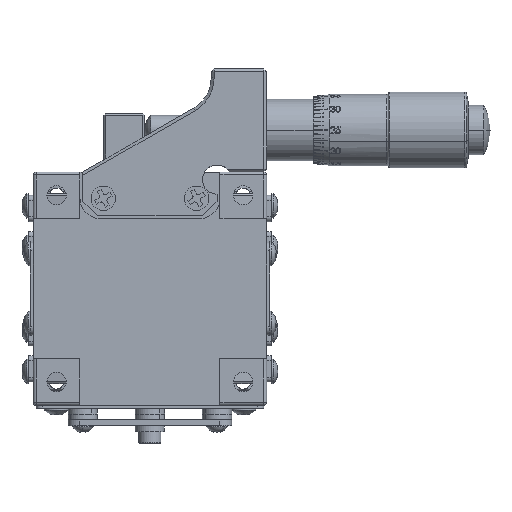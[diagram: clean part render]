
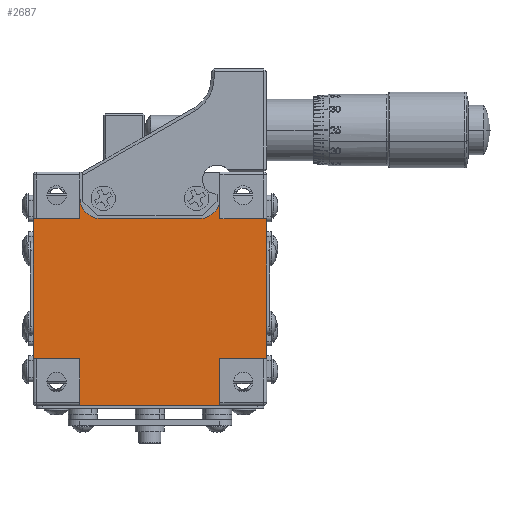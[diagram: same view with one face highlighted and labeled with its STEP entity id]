
A CAD part, front view. The second image highlights one B-rep face of the part: STEP entity #2687.
In plain terms, the highlighted planar face has unit normal (0, -1, 0).
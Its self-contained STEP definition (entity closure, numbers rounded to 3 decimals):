
#327 = LINE ( 'NONE', #15499, #23750 ) ;
#1080 = CARTESIAN_POINT ( 'NONE',  ( -15.104, -9.009, -12. ) ) ;
#1430 = EDGE_CURVE ( 'NONE', #3862, #30079, #8194, .T. ) ;
#2167 = CARTESIAN_POINT ( 'NONE',  ( -15.104, -9.009, -19.958 ) ) ;
#2312 = VERTEX_POINT ( 'NONE', #1080 ) ;
#2687 = ADVANCED_FACE ( 'NONE', ( #23811 ), #12903, .F. ) ;
#3483 = EDGE_CURVE ( 'NONE', #2312, #27556, #48764, .T. ) ;
#3778 = ORIENTED_EDGE ( 'NONE', *, *, #36876, .T. ) ;
#3862 = VERTEX_POINT ( 'NONE', #32570 ) ;
#4461 = EDGE_CURVE ( 'NONE', #6912, #14067, #6560, .T. ) ;
#4949 = DIRECTION ( 'NONE',  ( 0., 1., 0. ) ) ;
#5015 = VERTEX_POINT ( 'NONE', #37528 ) ;
#5443 = DIRECTION ( 'NONE',  ( 1., 0., 0. ) ) ;
#5503 = EDGE_LOOP ( 'NONE', ( #8330, #48233, #3778, #45185, #48530, #30484, #32843, #31691, #46076, #35200, #35579, #11941, #30483, #42384 ) ) ;
#6030 = VERTEX_POINT ( 'NONE', #9999 ) ;
#6056 = DIRECTION ( 'NONE',  ( 0., 0., 1. ) ) ;
#6313 = DIRECTION ( 'NONE',  ( 1., 0., 0. ) ) ;
#6339 = VECTOR ( 'NONE', #34127, 1000. ) ;
#6560 = LINE ( 'NONE', #40336, #40898 ) ;
#6592 = VERTEX_POINT ( 'NONE', #36261 ) ;
#6898 = VECTOR ( 'NONE', #10907, 1000. ) ;
#6912 = VERTEX_POINT ( 'NONE', #2167 ) ;
#6934 = LINE ( 'NONE', #45159, #6898 ) ;
#7081 = DIRECTION ( 'NONE',  ( 0., 0., -1. ) ) ;
#7806 = CARTESIAN_POINT ( 'NONE',  ( -23.063, -9.009, 12. ) ) ;
#8006 = CARTESIAN_POINT ( 'NONE',  ( 16.896, -9.009, -12. ) ) ;
#8194 = LINE ( 'NONE', #27551, #48718 ) ;
#8330 = ORIENTED_EDGE ( 'NONE', *, *, #18104, .F. ) ;
#8499 = EDGE_CURVE ( 'NONE', #43790, #13970, #22928, .T. ) ;
#8546 = EDGE_CURVE ( 'NONE', #13417, #27556, #23173, .T. ) ;
#9401 = VERTEX_POINT ( 'NONE', #12454 ) ;
#9870 = DIRECTION ( 'NONE',  ( 0., 0., 1. ) ) ;
#9999 = CARTESIAN_POINT ( 'NONE',  ( -15.104, -9.009, 12. ) ) ;
#10735 = AXIS2_PLACEMENT_3D ( 'NONE', #35980, #4949, #5443 ) ;
#10805 = CARTESIAN_POINT ( 'NONE',  ( 8.896, -9.009, -20. ) ) ;
#10907 = DIRECTION ( 'NONE',  ( -1., 0., 0. ) ) ;
#11437 = LINE ( 'NONE', #15397, #30465 ) ;
#11571 = CARTESIAN_POINT ( 'NONE',  ( -11.604, -9.009, 15.5 ) ) ;
#11941 = ORIENTED_EDGE ( 'NONE', *, *, #15847, .T. ) ;
#11984 = EDGE_CURVE ( 'NONE', #3862, #9401, #29630, .T. ) ;
#12454 = CARTESIAN_POINT ( 'NONE',  ( 16.854, -9.009, 12. ) ) ;
#12791 = VECTOR ( 'NONE', #6056, 1000. ) ;
#12825 = DIRECTION ( 'NONE',  ( 0., -1., 0. ) ) ;
#12903 = PLANE ( 'NONE',  #10735 ) ;
#13417 = VERTEX_POINT ( 'NONE', #44362 ) ;
#13444 = LINE ( 'NONE', #27839, #26749 ) ;
#13887 = EDGE_CURVE ( 'NONE', #9401, #43790, #26869, .T. ) ;
#13921 = VECTOR ( 'NONE', #38065, 1000. ) ;
#13970 = VERTEX_POINT ( 'NONE', #24133 ) ;
#14067 = VERTEX_POINT ( 'NONE', #16448 ) ;
#15298 = DIRECTION ( 'NONE',  ( 0., -1., 0. ) ) ;
#15397 = CARTESIAN_POINT ( 'NONE',  ( -11.604, -9.009, 12. ) ) ;
#15499 = CARTESIAN_POINT ( 'NONE',  ( -15.104, -9.009, -20. ) ) ;
#15847 = EDGE_CURVE ( 'NONE', #6030, #13417, #6934, .T. ) ;
#16428 = CIRCLE ( 'NONE', #17990, 3.5 ) ;
#16448 = CARTESIAN_POINT ( 'NONE',  ( 8.896, -9.009, -19.958 ) ) ;
#17175 = EDGE_CURVE ( 'NONE', #48732, #13970, #16428, .T. ) ;
#17935 = VECTOR ( 'NONE', #29865, 1000. ) ;
#17990 = AXIS2_PLACEMENT_3D ( 'NONE', #38892, #12825, #46836 ) ;
#18104 = EDGE_CURVE ( 'NONE', #6912, #2312, #13444, .T. ) ;
#20331 = EDGE_CURVE ( 'NONE', #6030, #6592, #327, .T. ) ;
#20388 = DIRECTION ( 'NONE',  ( 0., 0., 1. ) ) ;
#21274 = LINE ( 'NONE', #36181, #29726 ) ;
#22928 = LINE ( 'NONE', #10805, #6339 ) ;
#23092 = CARTESIAN_POINT ( 'NONE',  ( 5.396, -9.009, 12. ) ) ;
#23173 = LINE ( 'NONE', #7806, #24545 ) ;
#23750 = VECTOR ( 'NONE', #30638, 1000. ) ;
#23811 = FACE_OUTER_BOUND ( 'NONE', #5503, .T. ) ;
#24133 = CARTESIAN_POINT ( 'NONE',  ( 8.896, -9.009, 15.5 ) ) ;
#24545 = VECTOR ( 'NONE', #7081, 1000. ) ;
#26385 = CARTESIAN_POINT ( 'NONE',  ( 16.896, -9.009, 12. ) ) ;
#26749 = VECTOR ( 'NONE', #20388, 1000. ) ;
#26790 = CARTESIAN_POINT ( 'NONE',  ( 8.896, -9.009, -12. ) ) ;
#26800 = DIRECTION ( 'NONE',  ( -1., 0., 0. ) ) ;
#26869 = LINE ( 'NONE', #26385, #13921 ) ;
#27551 = CARTESIAN_POINT ( 'NONE',  ( 16.896, -9.009, -12. ) ) ;
#27556 = VERTEX_POINT ( 'NONE', #46151 ) ;
#27839 = CARTESIAN_POINT ( 'NONE',  ( -15.104, -9.009, -20. ) ) ;
#29630 = LINE ( 'NONE', #40082, #12791 ) ;
#29726 = VECTOR ( 'NONE', #9870, 1000. ) ;
#29865 = DIRECTION ( 'NONE',  ( -1., 0., 0. ) ) ;
#30079 = VERTEX_POINT ( 'NONE', #26790 ) ;
#30465 = VECTOR ( 'NONE', #41956, 1000. ) ;
#30484 = ORIENTED_EDGE ( 'NONE', *, *, #13887, .T. ) ;
#30483 = ORIENTED_EDGE ( 'NONE', *, *, #8546, .T. ) ;
#30638 = DIRECTION ( 'NONE',  ( 0., 0., 1. ) ) ;
#31691 = ORIENTED_EDGE ( 'NONE', *, *, #17175, .F. ) ;
#31986 = CIRCLE ( 'NONE', #44785, 3.5 ) ;
#32570 = CARTESIAN_POINT ( 'NONE',  ( 16.854, -9.009, -12. ) ) ;
#32843 = ORIENTED_EDGE ( 'NONE', *, *, #8499, .T. ) ;
#34127 = DIRECTION ( 'NONE',  ( 0., 0., 1. ) ) ;
#34896 = DIRECTION ( 'NONE',  ( 0., 0., 1. ) ) ;
#35200 = ORIENTED_EDGE ( 'NONE', *, *, #39120, .F. ) ;
#35579 = ORIENTED_EDGE ( 'NONE', *, *, #20331, .F. ) ;
#35980 = CARTESIAN_POINT ( 'NONE',  ( -15.104, -9.009, -20. ) ) ;
#36181 = CARTESIAN_POINT ( 'NONE',  ( 8.896, -9.009, -20. ) ) ;
#36205 = EDGE_CURVE ( 'NONE', #5015, #48732, #11437, .T. ) ;
#36261 = CARTESIAN_POINT ( 'NONE',  ( -15.104, -9.009, 15.5 ) ) ;
#36876 = EDGE_CURVE ( 'NONE', #14067, #30079, #21274, .T. ) ;
#37528 = CARTESIAN_POINT ( 'NONE',  ( -11.604, -9.009, 12. ) ) ;
#38065 = DIRECTION ( 'NONE',  ( -1., 0., 0. ) ) ;
#38892 = CARTESIAN_POINT ( 'NONE',  ( 5.396, -9.009, 15.5 ) ) ;
#39120 = EDGE_CURVE ( 'NONE', #6592, #5015, #31986, .T. ) ;
#40082 = CARTESIAN_POINT ( 'NONE',  ( 16.854, -9.009, -12. ) ) ;
#40336 = CARTESIAN_POINT ( 'NONE',  ( -15.104, -9.009, -19.958 ) ) ;
#40898 = VECTOR ( 'NONE', #6313, 1000. ) ;
#41956 = DIRECTION ( 'NONE',  ( 1., 0., 0. ) ) ;
#42384 = ORIENTED_EDGE ( 'NONE', *, *, #3483, .F. ) ;
#43790 = VERTEX_POINT ( 'NONE', #48822 ) ;
#44362 = CARTESIAN_POINT ( 'NONE',  ( -23.063, -9.009, 12. ) ) ;
#44785 = AXIS2_PLACEMENT_3D ( 'NONE', #11571, #15298, #34896 ) ;
#45159 = CARTESIAN_POINT ( 'NONE',  ( 16.896, -9.009, 12. ) ) ;
#45185 = ORIENTED_EDGE ( 'NONE', *, *, #1430, .F. ) ;
#46076 = ORIENTED_EDGE ( 'NONE', *, *, #36205, .F. ) ;
#46151 = CARTESIAN_POINT ( 'NONE',  ( -23.063, -9.009, -12. ) ) ;
#46836 = DIRECTION ( 'NONE',  ( 0., 0., -1. ) ) ;
#48233 = ORIENTED_EDGE ( 'NONE', *, *, #4461, .T. ) ;
#48530 = ORIENTED_EDGE ( 'NONE', *, *, #11984, .T. ) ;
#48718 = VECTOR ( 'NONE', #26800, 1000. ) ;
#48732 = VERTEX_POINT ( 'NONE', #23092 ) ;
#48764 = LINE ( 'NONE', #8006, #17935 ) ;
#48822 = CARTESIAN_POINT ( 'NONE',  ( 8.896, -9.009, 12. ) ) ;
